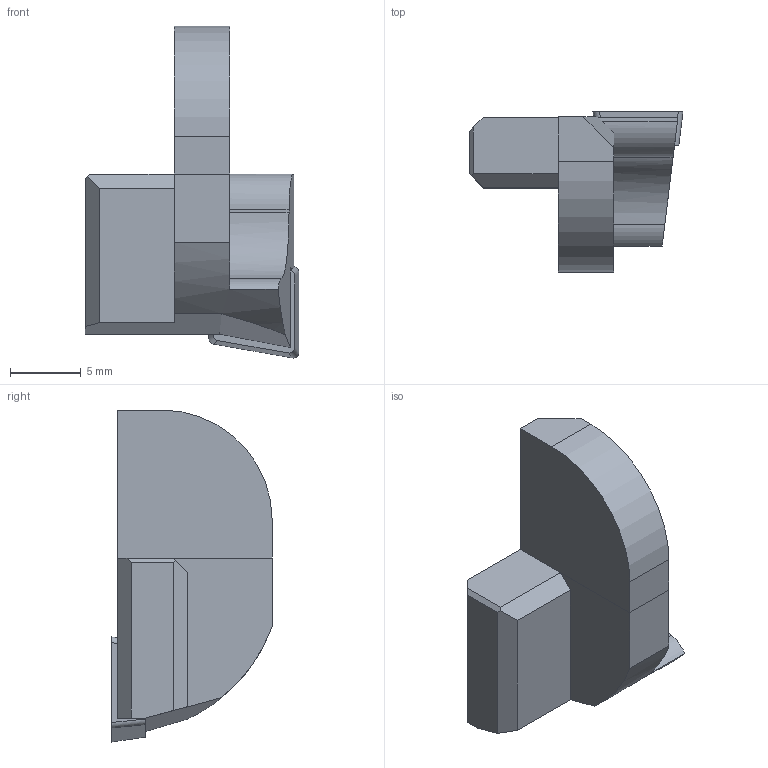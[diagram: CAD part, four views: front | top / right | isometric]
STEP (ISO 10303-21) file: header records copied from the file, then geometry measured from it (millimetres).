
FILE_DESCRIPTION(/* description */ (''),/* implementation_level */ '2;1');
FILE_NAME(/* name */ 'A61010CC0690.stp',/* time_stamp */ '2019-10-01T13:46:47+05:00',/* author */ (''),/* organization */ (''),/* preprocessor_version */ 'ST-DEVELOPER v16.7',/* originating_system */ 'SIEMENS PLM Software NX 12.0',/* authorisation */ '');
FILE_SCHEMA (('AUTOMOTIVE_DESIGN { 1 0 10303 214 3 1 1 1 }'));
Length unit declared in the file: millimetre
Products named in the file (1): inpu1FD4690Eoe23
Bounding box: 15.1 x 11.33 x 23.44 mm (x, y, z)
Volume: 1390.6 mm3; surface area: 1186.3 mm2
Topology: 3 solids, 3 shells, 44 faces, 112 edges, 77 vertices
Faces by surface type: plane 35, cylinder 9
Entity records: 1411 total; most frequent: CARTESIAN_POINT 237, DIRECTION 229, ORIENTED_EDGE 224, EDGE_CURVE 112, LINE 91, VECTOR 91, VERTEX_POINT 74, AXIS2_PLACEMENT_3D 69
